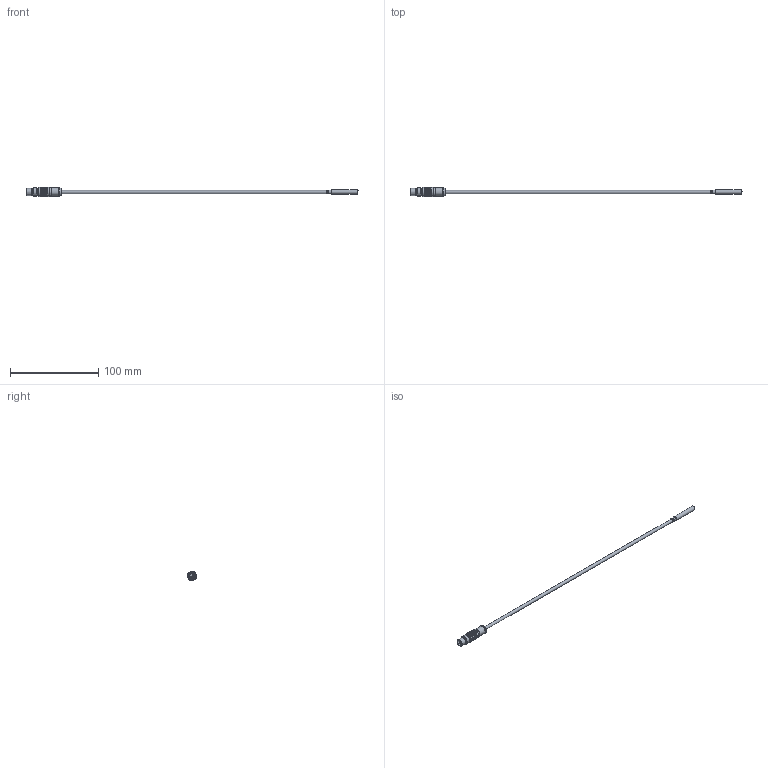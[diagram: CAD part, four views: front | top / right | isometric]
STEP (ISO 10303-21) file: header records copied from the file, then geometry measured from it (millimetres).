
FILE_DESCRIPTION(/* description */ (''),/* implementation_level */ '2;1');
FILE_NAME(/* name */ 'ipf_z3d_OT059170.stp',/* time_stamp */ '2019-08-19T10:43:32+02:00',/* author */ ('g.aydin'),/* organization */ (''),/* preprocessor_version */ 'ST-DEVELOPER v15.2',/* originating_system */ 'Autodesk Inventor 2014',/* authorisation */ '');
FILE_SCHEMA (('AUTOMOTIVE_DESIGN { 1 0 10303 214 3 1 1 }'));
Length unit declared in the file: millimetre
Products named in the file (3): ipf_z3d_OT059170; Kabelstecker_OT_M8x1_3Pol
Bounding box: 375.6 x 10.29 x 10.3 mm (x, y, z)
Volume: 6146.2 mm3; surface area: 5420.1 mm2
Topology: 2 solids, 3 shells, 144 faces, 292 edges, 172 vertices
Faces by surface type: cylinder 47, torus 28, plane 26, bspline 26, cone 14, sphere 3
Full cylindrical faces by diameter (mm): 1 x3, 1.3 x1, 3.5 x1, 4 x2, 5 x1, 5.8 x2, 6.9 x1, 8 x1, 9 x2, 9.1 x1, 9.6 x1, 10.3 x2
Entity records: 4959 total; most frequent: CARTESIAN_POINT 2056, DIRECTION 580, ORIENTED_EDGE 484, AXIS2_PLACEMENT_3D 275, EDGE_CURVE 242, EDGE_LOOP 202, VERTEX_POINT 162, CIRCLE 152
